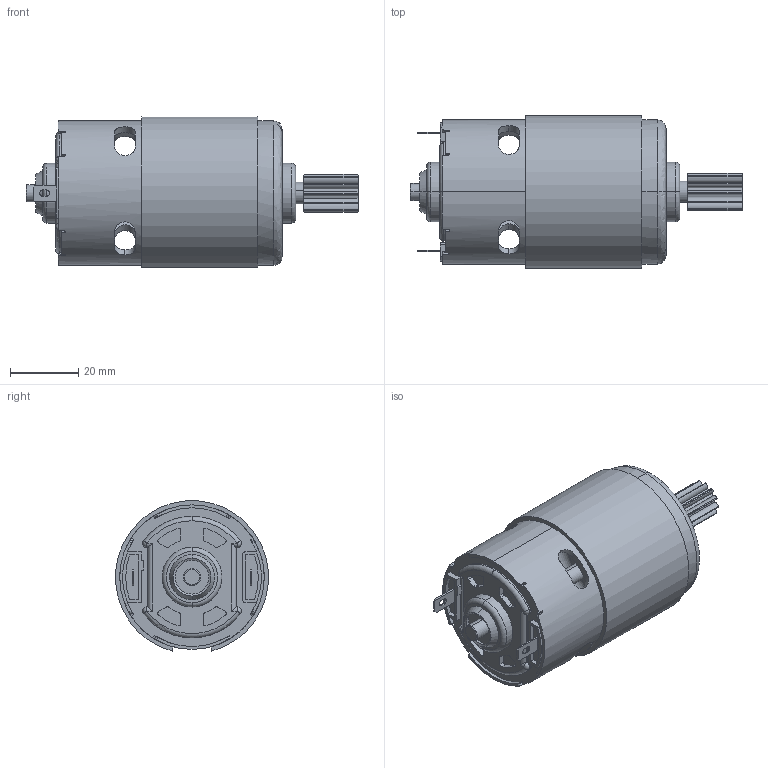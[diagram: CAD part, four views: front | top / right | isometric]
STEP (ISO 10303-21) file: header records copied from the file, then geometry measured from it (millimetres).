
FILE_DESCRIPTION (( 'STEP AP214' ), '1' );
FILE_NAME ('am-3775_12T 775 RedLine with 12T Pinion.STEP', '2017-11-14T21:04:25', ( '' ), ( '' ), 'SwSTEP 2.0', 'SolidWorks 2017', '' );
FILE_SCHEMA (( 'AUTOMOTIVE_DESIGN' ));
Length unit declared in the file: inch
Products named in the file (5): 775 RedLine; am-3775_12T 775 RedLine with 12T Pinion; 12T 32dp 775Pro Pinion Gear
Assembly tree (2 placements, depth 2):
  775 RedLine
  am-3775_12T 775 RedLine with 12T Pinion
    775 RedLine
    12T 32dp 775Pro Pinion Gear
  12T 32dp 775Pro Pinion Gear
Bounding box: 97.17 x 44.66 x 43.98 mm (x, y, z)
Volume: 52920.6 mm3; surface area: 24725.6 mm2
Topology: 2 solids, 10 shells, 525 faces, 1403 edges, 914 vertices
Faces by surface type: cylinder 224, plane 145, bspline 99, cone 40, torus 13, sphere 4
Entity records: 22908 total; most frequent: CARTESIAN_POINT 7775, ORIENTED_EDGE 2782, DIRECTION 2422, EDGE_CURVE 1391, VERTEX_POINT 910, AXIS2_PLACEMENT_3D 905, LINE 612, VECTOR 612
